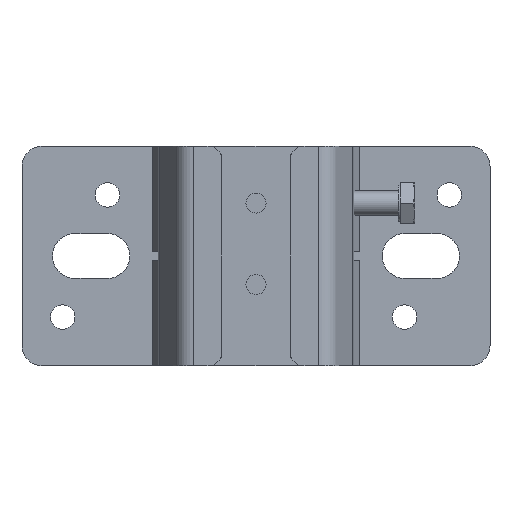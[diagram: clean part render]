
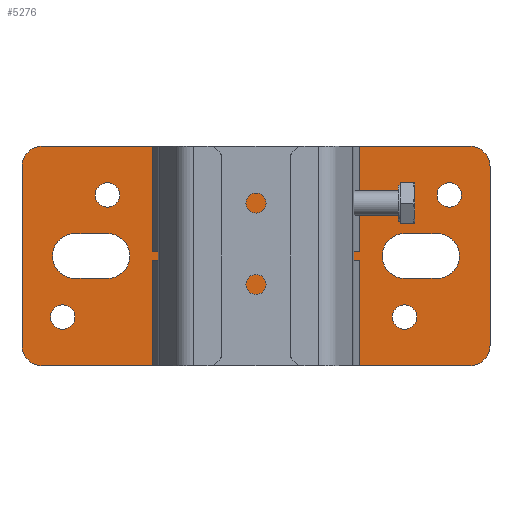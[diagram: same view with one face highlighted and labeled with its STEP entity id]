
A CAD part, front view. The second image highlights one B-rep face of the part: STEP entity #5276.
In plain terms, the highlighted planar face has unit normal (0, -1, 0).
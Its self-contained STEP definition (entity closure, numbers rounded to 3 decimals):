
#139=FACE_BOUND('',#1111,.T.);
#140=FACE_BOUND('',#1112,.T.);
#141=FACE_BOUND('',#1113,.T.);
#142=FACE_BOUND('',#1114,.T.);
#143=FACE_BOUND('',#1115,.T.);
#144=FACE_BOUND('',#1116,.T.);
#145=FACE_BOUND('',#1117,.T.);
#146=FACE_BOUND('',#1118,.T.);
#147=FACE_BOUND('',#1119,.T.);
#303=CIRCLE('',#5685,4.35);
#304=CIRCLE('',#5686,4.35);
#306=CIRCLE('',#5689,4.35);
#307=CIRCLE('',#5690,4.35);
#309=CIRCLE('',#5693,4.35);
#310=CIRCLE('',#5694,4.35);
#312=CIRCLE('',#5697,5.5);
#313=CIRCLE('',#5700,5.5);
#314=CIRCLE('',#5704,5.5);
#315=CIRCLE('',#5707,5.5);
#316=CIRCLE('',#5709,3.);
#317=CIRCLE('',#5711,3.);
#318=CIRCLE('',#5713,3.);
#319=CIRCLE('',#5715,3.);
#320=CIRCLE('',#5718,5.);
#321=CIRCLE('',#5721,5.);
#322=CIRCLE('',#5724,5.);
#323=CIRCLE('',#5727,5.);
#493=PLANE('',#5728);
#776=FACE_OUTER_BOUND('',#1110,.T.);
#1110=EDGE_LOOP('',(#4757,#4758,#4759,#4760,#4761,#4762,#4763,#4764));
#1111=EDGE_LOOP('',(#4765,#4766));
#1112=EDGE_LOOP('',(#4767,#4768));
#1113=EDGE_LOOP('',(#4769,#4770));
#1114=EDGE_LOOP('',(#4771,#4772,#4773,#4774));
#1115=EDGE_LOOP('',(#4775,#4776,#4777,#4778));
#1116=EDGE_LOOP('',(#4779));
#1117=EDGE_LOOP('',(#4780));
#1118=EDGE_LOOP('',(#4781));
#1119=EDGE_LOOP('',(#4782));
#1594=LINE('',#9109,#2095);
#1597=LINE('',#9116,#2098);
#1599=LINE('',#9121,#2100);
#1602=LINE('',#9129,#2103);
#1609=LINE('',#9153,#2110);
#1613=LINE('',#9162,#2114);
#1616=LINE('',#9170,#2117);
#1619=LINE('',#9178,#2120);
#2095=VECTOR('',#6938,10.);
#2098=VECTOR('',#6947,10.);
#2100=VECTOR('',#6951,10.);
#2103=VECTOR('',#6960,10.);
#2110=VECTOR('',#6989,10.);
#2114=VECTOR('',#6999,10.);
#2117=VECTOR('',#7008,10.);
#2120=VECTOR('',#7017,10.);
#2607=VERTEX_POINT('',#9081);
#2608=VERTEX_POINT('',#9082);
#2610=VERTEX_POINT('',#9088);
#2611=VERTEX_POINT('',#9089);
#2613=VERTEX_POINT('',#9095);
#2614=VERTEX_POINT('',#9096);
#2616=VERTEX_POINT('',#9102);
#2617=VERTEX_POINT('',#9104);
#2618=VERTEX_POINT('',#9108);
#2619=VERTEX_POINT('',#9112);
#2620=VERTEX_POINT('',#9118);
#2621=VERTEX_POINT('',#9120);
#2622=VERTEX_POINT('',#9124);
#2623=VERTEX_POINT('',#9128);
#2624=VERTEX_POINT('',#9134);
#2625=VERTEX_POINT('',#9138);
#2626=VERTEX_POINT('',#9142);
#2627=VERTEX_POINT('',#9146);
#2628=VERTEX_POINT('',#9150);
#2629=VERTEX_POINT('',#9152);
#2630=VERTEX_POINT('',#9156);
#2631=VERTEX_POINT('',#9160);
#2632=VERTEX_POINT('',#9164);
#2633=VERTEX_POINT('',#9168);
#2634=VERTEX_POINT('',#9172);
#2635=VERTEX_POINT('',#9176);
#3312=EDGE_CURVE('',#2607,#2608,#303,.T.);
#3313=EDGE_CURVE('',#2608,#2607,#304,.T.);
#3315=EDGE_CURVE('',#2610,#2611,#306,.T.);
#3316=EDGE_CURVE('',#2611,#2610,#307,.T.);
#3318=EDGE_CURVE('',#2613,#2614,#309,.T.);
#3319=EDGE_CURVE('',#2614,#2613,#310,.T.);
#3322=EDGE_CURVE('',#2617,#2616,#312,.T.);
#3324=EDGE_CURVE('',#2618,#2617,#1594,.T.);
#3326=EDGE_CURVE('',#2619,#2618,#313,.T.);
#3328=EDGE_CURVE('',#2616,#2619,#1597,.T.);
#3330=EDGE_CURVE('',#2621,#2620,#1599,.T.);
#3332=EDGE_CURVE('',#2622,#2621,#314,.T.);
#3334=EDGE_CURVE('',#2623,#2622,#1602,.T.);
#3336=EDGE_CURVE('',#2620,#2623,#315,.T.);
#3337=EDGE_CURVE('',#2624,#2624,#316,.T.);
#3339=EDGE_CURVE('',#2625,#2625,#317,.T.);
#3341=EDGE_CURVE('',#2626,#2626,#318,.T.);
#3343=EDGE_CURVE('',#2627,#2627,#319,.T.);
#3346=EDGE_CURVE('',#2628,#2629,#1609,.T.);
#3349=EDGE_CURVE('',#2630,#2628,#320,.T.);
#3351=EDGE_CURVE('',#2631,#2630,#1613,.T.);
#3353=EDGE_CURVE('',#2632,#2631,#321,.T.);
#3355=EDGE_CURVE('',#2633,#2632,#1616,.T.);
#3357=EDGE_CURVE('',#2634,#2633,#322,.T.);
#3359=EDGE_CURVE('',#2635,#2634,#1619,.T.);
#3360=EDGE_CURVE('',#2629,#2635,#323,.T.);
#4757=ORIENTED_EDGE('',*,*,#3360,.F.);
#4758=ORIENTED_EDGE('',*,*,#3346,.F.);
#4759=ORIENTED_EDGE('',*,*,#3349,.F.);
#4760=ORIENTED_EDGE('',*,*,#3351,.F.);
#4761=ORIENTED_EDGE('',*,*,#3353,.F.);
#4762=ORIENTED_EDGE('',*,*,#3355,.F.);
#4763=ORIENTED_EDGE('',*,*,#3357,.F.);
#4764=ORIENTED_EDGE('',*,*,#3359,.F.);
#4765=ORIENTED_EDGE('',*,*,#3312,.T.);
#4766=ORIENTED_EDGE('',*,*,#3313,.T.);
#4767=ORIENTED_EDGE('',*,*,#3315,.T.);
#4768=ORIENTED_EDGE('',*,*,#3316,.T.);
#4769=ORIENTED_EDGE('',*,*,#3318,.T.);
#4770=ORIENTED_EDGE('',*,*,#3319,.T.);
#4771=ORIENTED_EDGE('',*,*,#3322,.T.);
#4772=ORIENTED_EDGE('',*,*,#3328,.T.);
#4773=ORIENTED_EDGE('',*,*,#3326,.T.);
#4774=ORIENTED_EDGE('',*,*,#3324,.T.);
#4775=ORIENTED_EDGE('',*,*,#3330,.T.);
#4776=ORIENTED_EDGE('',*,*,#3336,.T.);
#4777=ORIENTED_EDGE('',*,*,#3334,.T.);
#4778=ORIENTED_EDGE('',*,*,#3332,.T.);
#4779=ORIENTED_EDGE('',*,*,#3337,.T.);
#4780=ORIENTED_EDGE('',*,*,#3339,.T.);
#4781=ORIENTED_EDGE('',*,*,#3341,.T.);
#4782=ORIENTED_EDGE('',*,*,#3343,.T.);
#5276=ADVANCED_FACE('',(#776,#139,#140,#141,#142,#143,#144,#145,#146,#147),
#493,.F.);
#5685=AXIS2_PLACEMENT_3D('',#9083,#6908,#6909);
#5686=AXIS2_PLACEMENT_3D('',#9084,#6910,#6911);
#5689=AXIS2_PLACEMENT_3D('',#9090,#6916,#6917);
#5690=AXIS2_PLACEMENT_3D('',#9091,#6918,#6919);
#5693=AXIS2_PLACEMENT_3D('',#9097,#6924,#6925);
#5694=AXIS2_PLACEMENT_3D('',#9098,#6926,#6927);
#5697=AXIS2_PLACEMENT_3D('',#9105,#6933,#6934);
#5700=AXIS2_PLACEMENT_3D('',#9113,#6942,#6943);
#5704=AXIS2_PLACEMENT_3D('',#9125,#6955,#6956);
#5707=AXIS2_PLACEMENT_3D('',#9132,#6964,#6965);
#5709=AXIS2_PLACEMENT_3D('',#9135,#6968,#6969);
#5711=AXIS2_PLACEMENT_3D('',#9139,#6973,#6974);
#5713=AXIS2_PLACEMENT_3D('',#9143,#6978,#6979);
#5715=AXIS2_PLACEMENT_3D('',#9147,#6983,#6984);
#5718=AXIS2_PLACEMENT_3D('',#9158,#6994,#6995);
#5721=AXIS2_PLACEMENT_3D('',#9166,#7003,#7004);
#5724=AXIS2_PLACEMENT_3D('',#9174,#7012,#7013);
#5727=AXIS2_PLACEMENT_3D('',#9180,#7020,#7021);
#5728=AXIS2_PLACEMENT_3D('',#9181,#7022,#7023);
#6908=DIRECTION('center_axis',(0.,1.,0.));
#6909=DIRECTION('ref_axis',(0.,0.,-1.));
#6910=DIRECTION('center_axis',(0.,1.,0.));
#6911=DIRECTION('ref_axis',(0.,0.,-1.));
#6916=DIRECTION('center_axis',(0.,1.,0.));
#6917=DIRECTION('ref_axis',(0.,0.,-1.));
#6918=DIRECTION('center_axis',(0.,1.,0.));
#6919=DIRECTION('ref_axis',(0.,0.,-1.));
#6924=DIRECTION('center_axis',(0.,1.,0.));
#6925=DIRECTION('ref_axis',(0.,0.,-1.));
#6926=DIRECTION('center_axis',(0.,1.,0.));
#6927=DIRECTION('ref_axis',(0.,0.,-1.));
#6933=DIRECTION('center_axis',(0.,1.,0.));
#6934=DIRECTION('ref_axis',(0.,0.,1.));
#6938=DIRECTION('',(1.,0.,0.));
#6942=DIRECTION('center_axis',(0.,1.,0.));
#6943=DIRECTION('ref_axis',(0.,0.,-1.));
#6947=DIRECTION('',(-1.,0.,0.));
#6951=DIRECTION('',(1.,0.,0.));
#6955=DIRECTION('center_axis',(0.,1.,0.));
#6956=DIRECTION('ref_axis',(0.,0.,-1.));
#6960=DIRECTION('',(-1.,0.,0.));
#6964=DIRECTION('center_axis',(0.,1.,0.));
#6965=DIRECTION('ref_axis',(0.,0.,1.));
#6968=DIRECTION('center_axis',(0.,1.,0.));
#6969=DIRECTION('ref_axis',(1.,0.,0.));
#6973=DIRECTION('center_axis',(0.,1.,0.));
#6974=DIRECTION('ref_axis',(1.,0.,0.));
#6978=DIRECTION('center_axis',(0.,1.,0.));
#6979=DIRECTION('ref_axis',(1.,0.,0.));
#6983=DIRECTION('center_axis',(0.,1.,0.));
#6984=DIRECTION('ref_axis',(1.,0.,0.));
#6989=DIRECTION('',(0.,0.,-1.));
#6994=DIRECTION('center_axis',(0.,1.,0.));
#6995=DIRECTION('ref_axis',(0.,0.,1.));
#6999=DIRECTION('',(1.,0.,0.));
#7003=DIRECTION('center_axis',(0.,1.,0.));
#7004=DIRECTION('ref_axis',(-1.,0.,0.));
#7008=DIRECTION('',(0.,0.,1.));
#7012=DIRECTION('center_axis',(0.,1.,0.));
#7013=DIRECTION('ref_axis',(0.,0.,-1.));
#7017=DIRECTION('',(-1.,0.,0.));
#7020=DIRECTION('center_axis',(0.,1.,0.));
#7021=DIRECTION('ref_axis',(1.,0.,0.));
#7022=DIRECTION('center_axis',(0.,1.,0.));
#7023=DIRECTION('ref_axis',(-1.,0.,0.));
#9081=CARTESIAN_POINT('',(10.,42.5,4.35));
#9082=CARTESIAN_POINT('',(14.35,42.5,0.));
#9083=CARTESIAN_POINT('Origin',(10.,42.5,0.));
#9084=CARTESIAN_POINT('Origin',(10.,42.5,0.));
#9088=CARTESIAN_POINT('',(-10.,42.5,21.35));
#9089=CARTESIAN_POINT('',(-5.65,42.5,17.));
#9090=CARTESIAN_POINT('Origin',(-10.,42.5,17.));
#9091=CARTESIAN_POINT('Origin',(-10.,42.5,17.));
#9095=CARTESIAN_POINT('',(-10.,42.5,-12.65));
#9096=CARTESIAN_POINT('',(-5.65,42.5,-17.));
#9097=CARTESIAN_POINT('Origin',(-10.,42.5,-17.));
#9098=CARTESIAN_POINT('Origin',(-10.,42.5,-17.));
#9102=CARTESIAN_POINT('',(-36.5,42.5,-5.5));
#9104=CARTESIAN_POINT('',(-36.5,42.5,5.5));
#9105=CARTESIAN_POINT('Origin',(-36.5,42.5,0.));
#9108=CARTESIAN_POINT('',(-44.5,42.5,5.5));
#9109=CARTESIAN_POINT('',(-18.25,42.5,5.5));
#9112=CARTESIAN_POINT('',(-44.5,42.5,-5.5));
#9113=CARTESIAN_POINT('Origin',(-44.5,42.5,0.));
#9116=CARTESIAN_POINT('',(-22.25,42.5,-5.5));
#9118=CARTESIAN_POINT('',(44.5,42.5,5.5));
#9120=CARTESIAN_POINT('',(36.5,42.5,5.5));
#9121=CARTESIAN_POINT('',(22.25,42.5,5.5));
#9124=CARTESIAN_POINT('',(36.5,42.5,-5.5));
#9125=CARTESIAN_POINT('Origin',(36.5,42.5,0.));
#9128=CARTESIAN_POINT('',(44.5,42.5,-5.5));
#9129=CARTESIAN_POINT('',(18.25,42.5,-5.5));
#9132=CARTESIAN_POINT('Origin',(44.5,42.5,0.));
#9134=CARTESIAN_POINT('',(-39.5,42.5,15.));
#9135=CARTESIAN_POINT('Origin',(-36.5,42.5,15.));
#9138=CARTESIAN_POINT('',(-50.5,42.5,-15.));
#9139=CARTESIAN_POINT('Origin',(-47.5,42.5,-15.));
#9142=CARTESIAN_POINT('',(44.5,42.5,15.));
#9143=CARTESIAN_POINT('Origin',(47.5,42.5,15.));
#9146=CARTESIAN_POINT('',(33.5,42.5,-15.));
#9147=CARTESIAN_POINT('Origin',(36.5,42.5,-15.));
#9150=CARTESIAN_POINT('',(57.5,42.5,22.));
#9152=CARTESIAN_POINT('',(57.5,42.5,-22.));
#9153=CARTESIAN_POINT('',(57.5,42.5,22.));
#9156=CARTESIAN_POINT('',(52.5,42.5,27.));
#9158=CARTESIAN_POINT('Origin',(52.5,42.5,22.));
#9160=CARTESIAN_POINT('',(-52.5,42.5,27.));
#9162=CARTESIAN_POINT('',(-52.5,42.5,27.));
#9164=CARTESIAN_POINT('',(-57.5,42.5,22.));
#9166=CARTESIAN_POINT('Origin',(-52.5,42.5,22.));
#9168=CARTESIAN_POINT('',(-57.5,42.5,-22.));
#9170=CARTESIAN_POINT('',(-57.5,42.5,-22.));
#9172=CARTESIAN_POINT('',(-52.5,42.5,-27.));
#9174=CARTESIAN_POINT('Origin',(-52.5,42.5,-22.));
#9176=CARTESIAN_POINT('',(52.5,42.5,-27.));
#9178=CARTESIAN_POINT('',(52.5,42.5,-27.));
#9180=CARTESIAN_POINT('Origin',(52.5,42.5,-22.));
#9181=CARTESIAN_POINT('Origin',(0.,42.5,0.));
